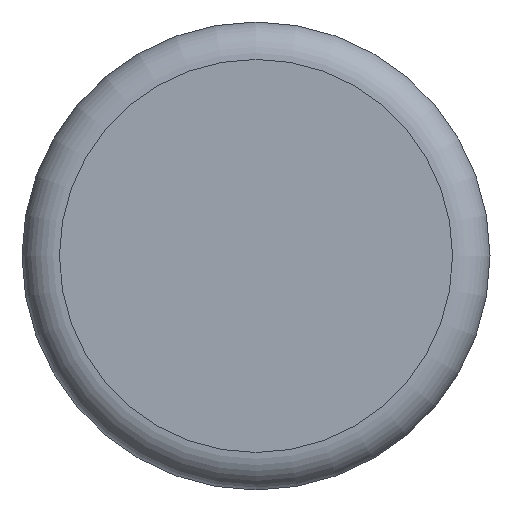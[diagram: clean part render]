
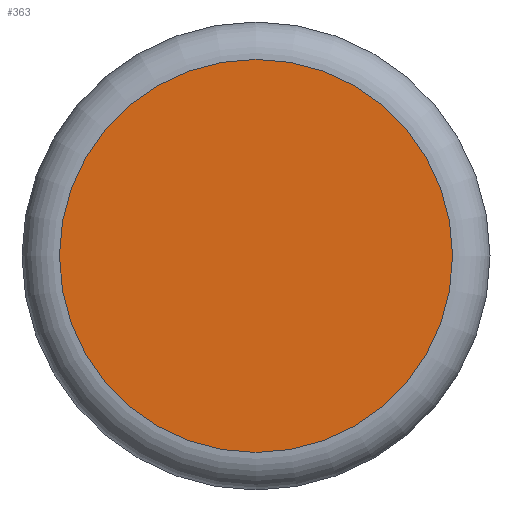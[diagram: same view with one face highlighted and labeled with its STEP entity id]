
A CAD part, top view. The second image highlights one B-rep face of the part: STEP entity #363.
In plain terms, the highlighted planar face has unit normal (0, 0, 1).
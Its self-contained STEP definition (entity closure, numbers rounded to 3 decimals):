
#363 = ADVANCED_FACE( '', ( #775 ), #776, .F. );
#775 = FACE_OUTER_BOUND( '', #2169, .T. );
#776 = PLANE( '', #2170 );
#2169 = EDGE_LOOP( '', ( #3092 ) );
#2170 = AXIS2_PLACEMENT_3D( '', #3093, #3094, #3095 );
#3092 = ORIENTED_EDGE( '', *, *, #3311, .F. );
#3093 = CARTESIAN_POINT( '', ( 0., 0., 89.5 ) );
#3094 = DIRECTION( '', ( 0., 0., -1. ) );
#3095 = DIRECTION( '', ( 0., 1., 0. ) );
#3311 = EDGE_CURVE( '', #3795, #3795, #3796, .T. );
#3795 = VERTEX_POINT( '', #4687 );
#3796 = CIRCLE( '', #4688, 10.489 );
#4687 = CARTESIAN_POINT( '', ( 0., 10.489, 89.5 ) );
#4688 = AXIS2_PLACEMENT_3D( '', #5673, #5674, #5675 );
#5673 = CARTESIAN_POINT( '', ( 0., 0., 89.5 ) );
#5674 = DIRECTION( '', ( 0., 0., -1. ) );
#5675 = DIRECTION( '', ( 0., 1., 0. ) );
